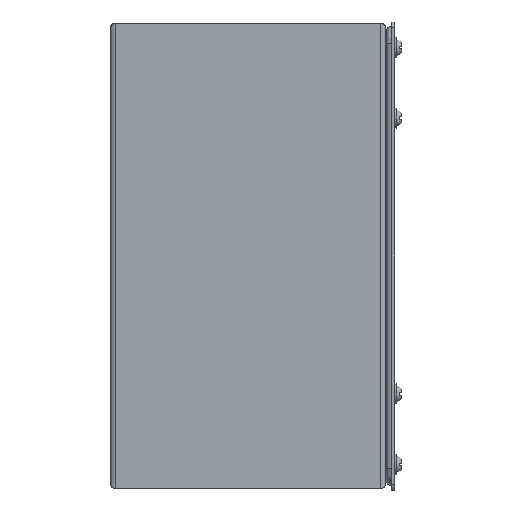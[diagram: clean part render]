
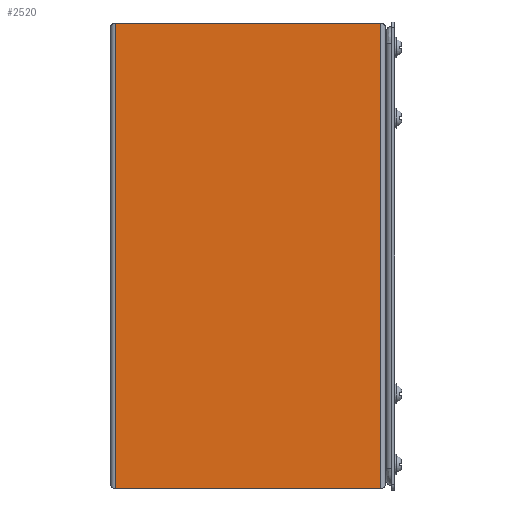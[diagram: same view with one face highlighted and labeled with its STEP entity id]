
A CAD part, left-side view. The second image highlights one B-rep face of the part: STEP entity #2520.
In plain terms, the highlighted planar face has unit normal (-1, 0, 0).
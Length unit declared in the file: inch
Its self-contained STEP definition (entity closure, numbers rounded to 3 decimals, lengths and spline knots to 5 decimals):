
#308 = CARTESIAN_POINT ( 'NONE',  ( -5.0675, 5.89, 5.0625 ) ) ;
#427 = EDGE_LOOP ( 'NONE', ( #5109, #6973, #17990, #1790 ) ) ;
#525 = CARTESIAN_POINT ( 'NONE',  ( -5.0675, 5.89, -5.0675 ) ) ;
#1528 = CARTESIAN_POINT ( 'NONE',  ( -5.0675, 0.11, -5.0675 ) ) ;
#1790 = ORIENTED_EDGE ( 'NONE', *, *, #18551, .T. ) ;
#1966 = VERTEX_POINT ( 'NONE', #308 ) ;
#2520 = ADVANCED_FACE ( 'NONE', ( #20948 ), #21087, .F. ) ;
#3666 = DIRECTION ( 'NONE',  ( 0., 0., -1. ) ) ;
#3995 = DIRECTION ( 'NONE',  ( 0., 0., -1. ) ) ;
#4868 = CARTESIAN_POINT ( 'NONE',  ( -5.0675, 6., -5.0675 ) ) ;
#5109 = ORIENTED_EDGE ( 'NONE', *, *, #23560, .T. ) ;
#5424 = CARTESIAN_POINT ( 'NONE',  ( -5.0675, 6., -5.0675 ) ) ;
#6961 = VERTEX_POINT ( 'NONE', #19271 ) ;
#6973 = ORIENTED_EDGE ( 'NONE', *, *, #18063, .T. ) ;
#8007 = DIRECTION ( 'NONE',  ( 0., 0., 1. ) ) ;
#8253 = CARTESIAN_POINT ( 'NONE',  ( -5.0675, 6., 5.0625 ) ) ;
#8803 = DIRECTION ( 'NONE',  ( 0., -1., 0. ) ) ;
#9701 = LINE ( 'NONE', #525, #13500 ) ;
#10279 = CARTESIAN_POINT ( 'NONE',  ( -5.0675, 0.11, 5.0625 ) ) ;
#10903 = VECTOR ( 'NONE', #8007, 39.37008 ) ;
#11690 = LINE ( 'NONE', #19574, #10903 ) ;
#12074 = LINE ( 'NONE', #8253, #16505 ) ;
#13030 = VERTEX_POINT ( 'NONE', #1528 ) ;
#13500 = VECTOR ( 'NONE', #3995, 39.37008 ) ;
#16505 = VECTOR ( 'NONE', #19944, 39.37008 ) ;
#17229 = AXIS2_PLACEMENT_3D ( 'NONE', #5424, #24302, #3666 ) ;
#17990 = ORIENTED_EDGE ( 'NONE', *, *, #23720, .F. ) ;
#18063 = EDGE_CURVE ( 'NONE', #13030, #23787, #11690, .T. ) ;
#18167 = VECTOR ( 'NONE', #8803, 39.37008 ) ;
#18551 = EDGE_CURVE ( 'NONE', #1966, #6961, #9701, .T. ) ;
#18599 = LINE ( 'NONE', #4868, #18167 ) ;
#19271 = CARTESIAN_POINT ( 'NONE',  ( -5.0675, 5.89, -5.0675 ) ) ;
#19574 = CARTESIAN_POINT ( 'NONE',  ( -5.0675, 0.11, 5.0625 ) ) ;
#19944 = DIRECTION ( 'NONE',  ( 0., -1., 0. ) ) ;
#20948 = FACE_OUTER_BOUND ( 'NONE', #427, .T. ) ;
#21087 = PLANE ( 'NONE',  #17229 ) ;
#23560 = EDGE_CURVE ( 'NONE', #6961, #13030, #18599, .T. ) ;
#23720 = EDGE_CURVE ( 'NONE', #1966, #23787, #12074, .T. ) ;
#23787 = VERTEX_POINT ( 'NONE', #10279 ) ;
#24302 = DIRECTION ( 'NONE',  ( 1., 0., 0. ) ) ;
